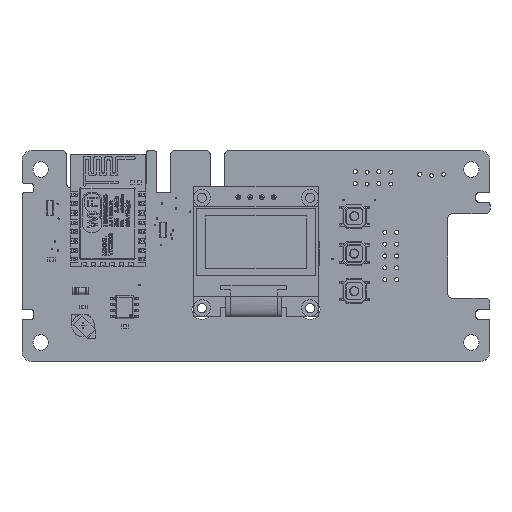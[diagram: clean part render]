
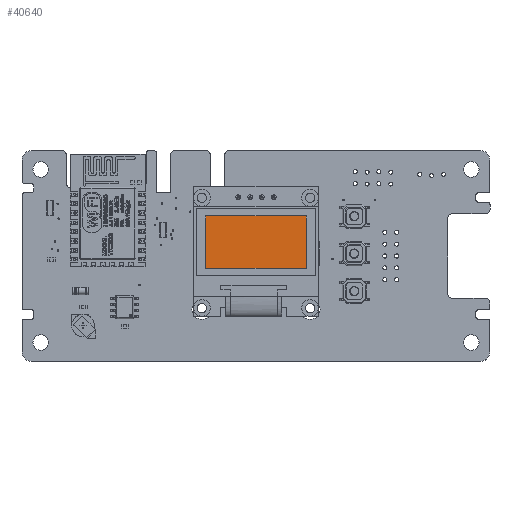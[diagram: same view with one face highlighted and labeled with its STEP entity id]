
A CAD part, top view. The second image highlights one B-rep face of the part: STEP entity #40640.
In plain terms, the highlighted planar face has unit normal (0, 0, 1).
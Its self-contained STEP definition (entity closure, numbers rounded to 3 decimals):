
#1903=PLANE('',#43335);
#3493=FACE_OUTER_BOUND('',#5762,.T.);
#5762=EDGE_LOOP('',(#29057,#29058,#29059,#29060));
#8401=LINE('',#56859,#12809);
#8404=LINE('',#56864,#12812);
#8406=LINE('',#56868,#12814);
#8407=LINE('',#56870,#12815);
#12809=VECTOR('',#47265,1000.);
#12812=VECTOR('',#47270,1000.);
#12814=VECTOR('',#47274,1000.);
#12815=VECTOR('',#47277,1000.);
#17823=VERTEX_POINT('',#56856);
#17824=VERTEX_POINT('',#56858);
#17825=VERTEX_POINT('',#56862);
#17826=VERTEX_POINT('',#56866);
#22091=EDGE_CURVE('',#17824,#17823,#8401,.T.);
#22094=EDGE_CURVE('',#17823,#17825,#8404,.T.);
#22096=EDGE_CURVE('',#17825,#17826,#8406,.T.);
#22097=EDGE_CURVE('',#17826,#17824,#8407,.T.);
#29057=ORIENTED_EDGE('',*,*,#22094,.T.);
#29058=ORIENTED_EDGE('',*,*,#22096,.T.);
#29059=ORIENTED_EDGE('',*,*,#22097,.T.);
#29060=ORIENTED_EDGE('',*,*,#22091,.T.);
#40640=ADVANCED_FACE('',(#3493),#1903,.T.);
#43335=AXIS2_PLACEMENT_3D('',#56871,#47278,#47279);
#47265=DIRECTION('',(1.,0.,0.));
#47270=DIRECTION('',(0.,1.,0.));
#47274=DIRECTION('',(-1.,0.,0.));
#47277=DIRECTION('',(0.,-1.,0.));
#47278=DIRECTION('center_axis',(0.,0.,1.));
#47279=DIRECTION('ref_axis',(1.,0.,0.));
#56856=CARTESIAN_POINT('',(10.78,-15.18,4.638));
#56858=CARTESIAN_POINT('',(-10.78,-15.18,4.638));
#56859=CARTESIAN_POINT('',(-10.78,-15.18,4.638));
#56862=CARTESIAN_POINT('',(10.78,-3.96,4.638));
#56864=CARTESIAN_POINT('',(10.78,-3.96,4.638));
#56866=CARTESIAN_POINT('',(-10.78,-3.96,4.638));
#56868=CARTESIAN_POINT('',(-10.78,-3.96,4.638));
#56870=CARTESIAN_POINT('',(-10.78,-3.96,4.638));
#56871=CARTESIAN_POINT('Origin',(0.,-10.13,4.638));
